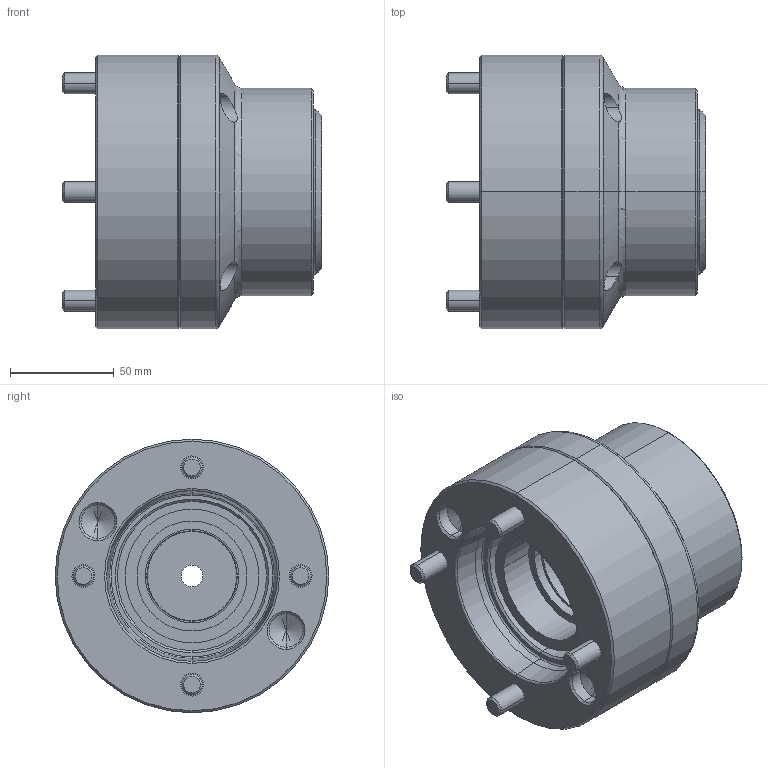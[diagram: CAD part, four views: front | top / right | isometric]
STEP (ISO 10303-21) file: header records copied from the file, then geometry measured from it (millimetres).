
FILE_DESCRIPTION (( 'STEP AP203' ), '1' );
FILE_NAME ('CF-CBE-42A5.STEP', '2019-04-10T00:52:00', ( '' ), ( '' ), 'SwSTEP 2.0', 'SolidWorks 2016', '' );
FILE_SCHEMA (( 'CONFIG_CONTROL_DESIGN' ));
Length unit declared in the file: metre
Products named in the file (8): CF-CBE-42A5-01010; CF-CBE-42A5; CF-CBE-42-05010; CF-RG42R; CF-CBE-42-02010; 圓頭內六角螺栓_M10x30; CF-CBE-42-01010_刻字; 圓頭內六角螺栓_M8x35
Assembly tree (13 placements, depth 2):
  CF-CBE-42A5
    CF-CBE-42-01010_刻字
    CF-CBE-42-02010
    圓頭內六角螺栓_M8x35  x4
    圓頭內六角螺栓_M10x30  x4
    CF-CBE-42A5-01010
    CF-CBE-42-05010
    CF-RG42R
Bounding box: 124.95 x 132 x 132 mm (x, y, z)
Volume: 971648.1 mm3; surface area: 194511.6 mm2
Topology: 13 solids, 13 shells, 431 faces, 987 edges, 585 vertices
Faces by surface type: plane 154, cylinder 152, cone 115, torus 10
Entity records: 9323 total; most frequent: CARTESIAN_POINT 1773, DIRECTION 1533, ORIENTED_EDGE 1242, AXIS2_PLACEMENT_3D 639, EDGE_CURVE 621, VERTEX_POINT 387, CIRCLE 342, EDGE_LOOP 340
